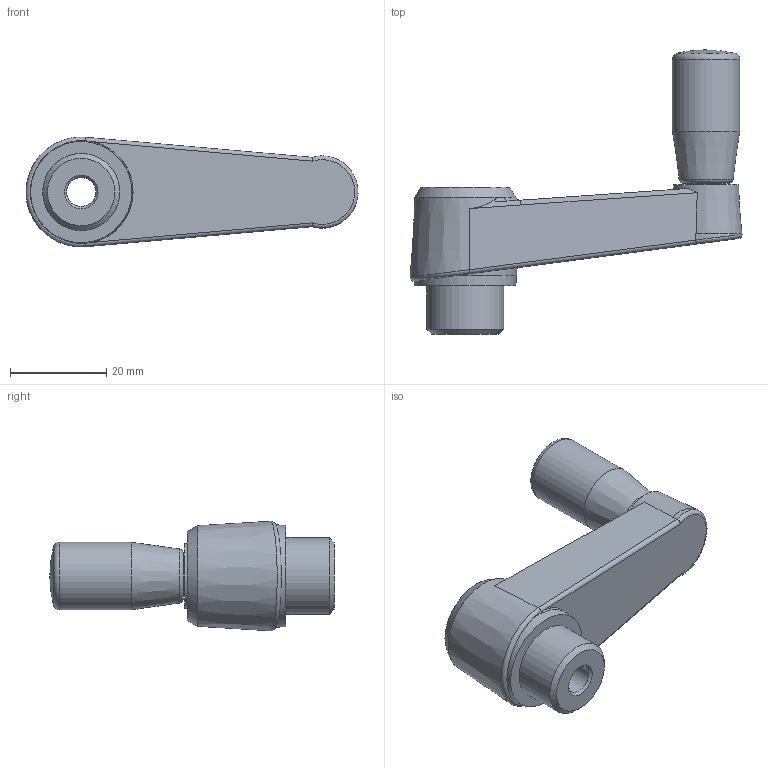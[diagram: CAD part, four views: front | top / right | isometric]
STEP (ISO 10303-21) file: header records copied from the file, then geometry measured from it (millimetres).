
FILE_DESCRIPTION(/* description */ (''),/* implementation_level */ '2;1');
FILE_NAME(/* name */ 'BCH50R.dxf',/* time_stamp */ '2012-11-23T14:59:21+08:00',/* author */ (''),/* organization */ (''),/* preprocessor_version */ 'ST-DEVELOPER v9',/* originating_system */ 'UGS - NX 4.0',/* authorisation */ '');
FILE_SCHEMA (('CONFIG_CONTROL_DESIGN'));
Length unit declared in the file: millimetre
Products named in the file (1): Admi4134xhoa
Bounding box: 68.9 x 59 x 22.75 mm (x, y, z)
Volume: 22197.1 mm3; surface area: 6953.5 mm2
Topology: 1 solids, 1 shells, 39 faces, 92 edges, 58 vertices
Faces by surface type: plane 13, cone 11, cylinder 7, bspline 5, torus 2, sphere 1
Full cylindrical faces by diameter (mm): 6 x1, 8 x1, 13.3 x1, 14 x1, 16 x1
Entity records: 1349 total; most frequent: CARTESIAN_POINT 470, DIRECTION 157, ORIENTED_EDGE 148, EDGE_CURVE 74, AXIS2_PLACEMENT_3D 72, EDGE_LOOP 61, VERTEX_POINT 57, ADVANCED_FACE 39
